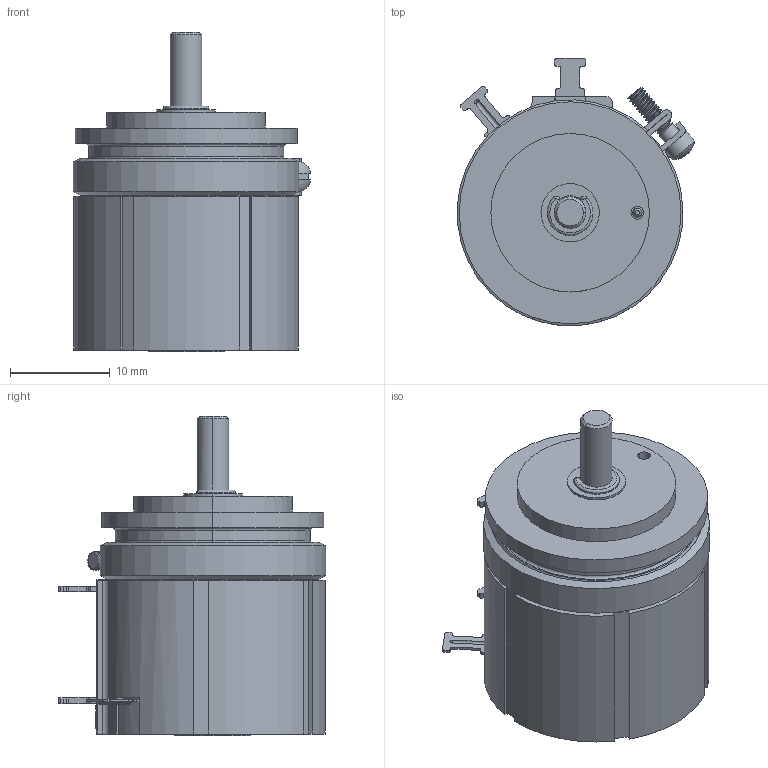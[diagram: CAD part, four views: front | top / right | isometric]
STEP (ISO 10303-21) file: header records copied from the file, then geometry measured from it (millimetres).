
FILE_DESCRIPTION((''),'2;1');
FILE_NAME('7280-31A_SW0003','2013-06-28T',('BMozley'),(''),'PRO/ENGINEER BY PARAMETRIC TECHNOLOGY CORPORATION, 2013050','PRO/ENGINEER BY PARAMETRIC TECHNOLOGY CORPORATION, 2013050','');
FILE_SCHEMA(('CONFIG_CONTROL_DESIGN'));
Length unit declared in the file: inch
Products named in the file (1): 7280-31A_SW0003
Bounding box: 23.76 x 26.75 x 32 mm (x, y, z)
Volume: 9093.1 mm3; surface area: 3818.5 mm2
Topology: 1 solids, 1 shells, 353 faces, 1017 edges, 657 vertices
Faces by surface type: plane 163, cylinder 135, bspline 20, cone 14, torus 10, extrusion 8, sphere 3
Entity records: 18778 total; most frequent: CARTESIAN_POINT 9579, ORIENTED_EDGE 2030, DIRECTION 1803, EDGE_CURVE 1015, VERTEX_POINT 657, AXIS2_PLACEMENT_3D 626, VECTOR 551, LINE 543
